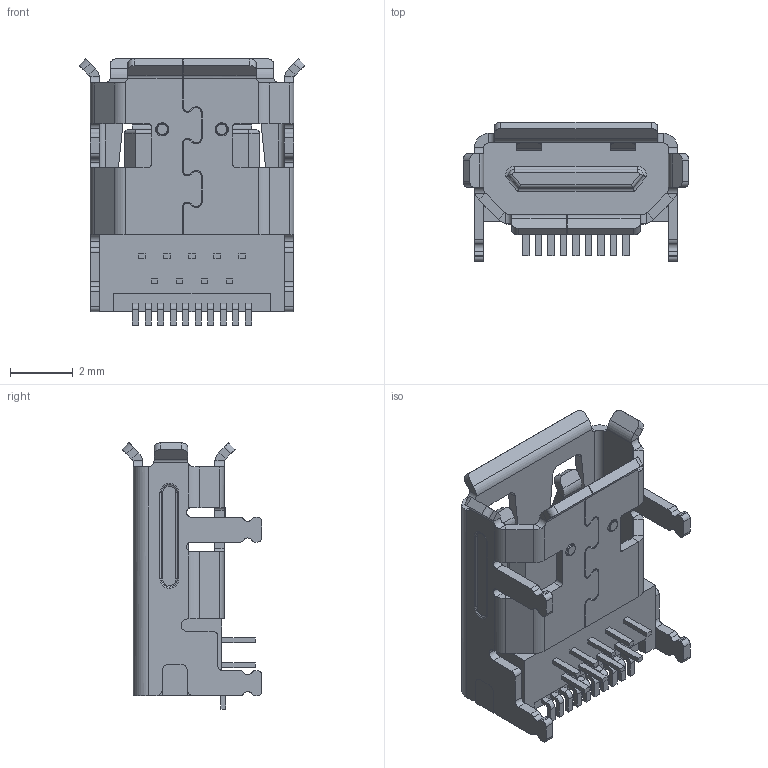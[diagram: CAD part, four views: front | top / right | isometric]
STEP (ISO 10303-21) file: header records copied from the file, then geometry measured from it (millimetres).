
FILE_DESCRIPTION (( 'STEP AP214' ), '1' );
FILE_NAME ('HD-RA-DSF12-TR.STEP', '2020-07-17T13:48:40', ( '' ), ( '' ), 'SwSTEP 2.0', 'SolidWorks 2017', '' );
FILE_SCHEMA (( 'AUTOMOTIVE_DESIGN' ));
Length unit declared in the file: millimetre
Products named in the file (1): HD-RA-DSF12-TR
Bounding box: 7.2 x 4.45 x 8.5 mm (x, y, z)
Volume: 77.9 mm3; surface area: 372.6 mm2
Topology: 21 solids, 21 shells, 611 faces, 1556 edges, 990 vertices
Faces by surface type: plane 373, cylinder 214, torus 20, bspline 4
Entity records: 18748 total; most frequent: CARTESIAN_POINT 3514, DIRECTION 3156, ORIENTED_EDGE 3112, EDGE_CURVE 1556, AXIS2_PLACEMENT_3D 1058, LINE 1040, VECTOR 1040, VERTEX_POINT 990
